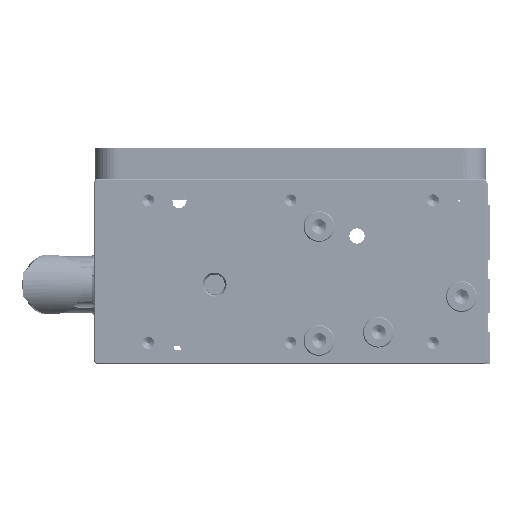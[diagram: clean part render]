
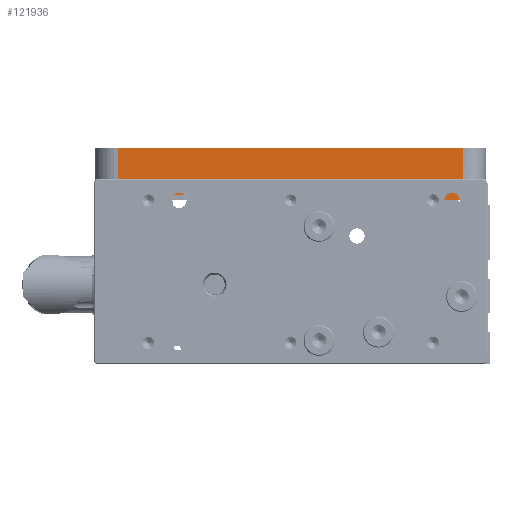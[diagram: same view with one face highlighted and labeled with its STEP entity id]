
A CAD part, left-side view. The second image highlights one B-rep face of the part: STEP entity #121936.
In plain terms, the highlighted planar face has unit normal (-1, 0, 0).
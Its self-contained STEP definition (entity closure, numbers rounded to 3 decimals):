
#1403 = EDGE_CURVE ( 'NONE', #128691, #141880, #91448, .T. ) ;
#2539 = EDGE_CURVE ( 'NONE', #39779, #78116, #25700, .T. ) ;
#4403 = EDGE_CURVE ( 'NONE', #108093, #126457, #195742, .T. ) ;
#7151 = CARTESIAN_POINT ( 'NONE',  ( -100., -60., 22. ) ) ;
#8216 = VECTOR ( 'NONE', #141521, 1000. ) ;
#8470 = DIRECTION ( 'NONE',  ( 0., -1., 0. ) ) ;
#8524 = LINE ( 'NONE', #166014, #10320 ) ;
#10320 = VECTOR ( 'NONE', #54610, 1000. ) ;
#10817 = ORIENTED_EDGE ( 'NONE', *, *, #134818, .F. ) ;
#11905 = CARTESIAN_POINT ( 'NONE',  ( -100., 85., 22. ) ) ;
#14870 = DIRECTION ( 'NONE',  ( 0., 0., 1. ) ) ;
#15624 = CARTESIAN_POINT ( 'NONE',  ( -100., 95., 22. ) ) ;
#15873 = EDGE_CURVE ( 'NONE', #92351, #71877, #191783, .T. ) ;
#17620 = ORIENTED_EDGE ( 'NONE', *, *, #125048, .T. ) ;
#19871 = EDGE_CURVE ( 'NONE', #71877, #198074, #160536, .T. ) ;
#19906 = EDGE_CURVE ( 'NONE', #130783, #92351, #8524, .T. ) ;
#21916 = DIRECTION ( 'NONE',  ( 1., 0., 0. ) ) ;
#23685 = EDGE_CURVE ( 'NONE', #141880, #79673, #119306, .T. ) ;
#24184 = ORIENTED_EDGE ( 'NONE', *, *, #19871, .T. ) ;
#24565 = VECTOR ( 'NONE', #173752, 1000. ) ;
#25078 = CARTESIAN_POINT ( 'NONE',  ( -100., -59., -4. ) ) ;
#25700 = LINE ( 'NONE', #103306, #30624 ) ;
#25795 = DIRECTION ( 'NONE',  ( 1., 0., 0. ) ) ;
#26243 = ORIENTED_EDGE ( 'NONE', *, *, #75924, .F. ) ;
#27800 = CARTESIAN_POINT ( 'NONE',  ( -100., 95., 22. ) ) ;
#28198 = ORIENTED_EDGE ( 'NONE', *, *, #1403, .F. ) ;
#28824 = DIRECTION ( 'NONE',  ( 0., 1., 0. ) ) ;
#30624 = VECTOR ( 'NONE', #59383, 1000. ) ;
#34733 = ORIENTED_EDGE ( 'NONE', *, *, #15873, .T. ) ;
#36163 = DIRECTION ( 'NONE',  ( 0., 1., 0. ) ) ;
#37547 = CARTESIAN_POINT ( 'NONE',  ( -100., -59., -4. ) ) ;
#37927 = CARTESIAN_POINT ( 'NONE',  ( -100., -19.5, 2.5 ) ) ;
#39779 = VERTEX_POINT ( 'NONE', #73803 ) ;
#41106 = PLANE ( 'NONE',  #113815 ) ;
#43500 = VECTOR ( 'NONE', #83145, 1000. ) ;
#49739 = CARTESIAN_POINT ( 'NONE',  ( -100., -59., -4. ) ) ;
#50148 = DIRECTION ( 'NONE',  ( 0., 1., 0. ) ) ;
#52324 = EDGE_CURVE ( 'NONE', #128691, #101384, #95187, .T. ) ;
#54610 = DIRECTION ( 'NONE',  ( 0., 0., -1. ) ) ;
#56208 = CARTESIAN_POINT ( 'NONE',  ( -100., -19.5, 2.5 ) ) ;
#57372 = EDGE_CURVE ( 'NONE', #126457, #184648, #79561, .T. ) ;
#59383 = DIRECTION ( 'NONE',  ( 0., -1., 0. ) ) ;
#63392 = CARTESIAN_POINT ( 'NONE',  ( -100., -33.75, 0. ) ) ;
#63437 = CARTESIAN_POINT ( 'NONE',  ( -100., -23.5, 2.5 ) ) ;
#64174 = ORIENTED_EDGE ( 'NONE', *, *, #23685, .F. ) ;
#64571 = CARTESIAN_POINT ( 'NONE',  ( -100., 95., 0. ) ) ;
#70191 = VECTOR ( 'NONE', #8470, 1000. ) ;
#71877 = VERTEX_POINT ( 'NONE', #191470 ) ;
#73803 = CARTESIAN_POINT ( 'NONE',  ( -100., -49.75, 0. ) ) ;
#75924 = EDGE_CURVE ( 'NONE', #130783, #184648, #110538, .T. ) ;
#77890 = DIRECTION ( 'NONE',  ( 0., -1., 0. ) ) ;
#78116 = VERTEX_POINT ( 'NONE', #145383 ) ;
#78126 = LINE ( 'NONE', #174276, #8216 ) ;
#79561 = LINE ( 'NONE', #142018, #24565 ) ;
#79673 = VERTEX_POINT ( 'NONE', #37927 ) ;
#83057 = VECTOR ( 'NONE', #178551, 1000. ) ;
#83145 = DIRECTION ( 'NONE',  ( 0., -1., 0. ) ) ;
#88045 = FACE_OUTER_BOUND ( 'NONE', #97248, .T. ) ;
#88216 = VECTOR ( 'NONE', #100097, 1000. ) ;
#91386 = CARTESIAN_POINT ( 'NONE',  ( -100., 85., 2. ) ) ;
#91448 = LINE ( 'NONE', #187712, #144608 ) ;
#92351 = VERTEX_POINT ( 'NONE', #91386 ) ;
#93210 = DIRECTION ( 'NONE',  ( 0., -1., 0. ) ) ;
#93764 = CARTESIAN_POINT ( 'NONE',  ( -100., -7., 0. ) ) ;
#95187 = LINE ( 'NONE', #64571, #133624 ) ;
#95689 = EDGE_CURVE ( 'NONE', #198074, #192676, #78126, .T. ) ;
#97248 = EDGE_LOOP ( 'NONE', ( #17620, #155514, #10817, #99017, #195065, #26243, #114507, #34733, #24184, #124935, #142502, #64174, #28198, #122422 ) ) ;
#98446 = CARTESIAN_POINT ( 'NONE',  ( -100., -7., 2. ) ) ;
#99017 = ORIENTED_EDGE ( 'NONE', *, *, #4403, .T. ) ;
#100097 = DIRECTION ( 'NONE',  ( 0., 0., -1. ) ) ;
#101384 = VERTEX_POINT ( 'NONE', #63392 ) ;
#101438 = EDGE_CURVE ( 'NONE', #79673, #192676, #195416, .T. ) ;
#103306 = CARTESIAN_POINT ( 'NONE',  ( -100., 95., 0. ) ) ;
#105019 = AXIS2_PLACEMENT_3D ( 'NONE', #143593, #21916, #36163 ) ;
#105809 = CIRCLE ( 'NONE', #109032, 8. ) ;
#108093 = VERTEX_POINT ( 'NONE', #37547 ) ;
#109032 = AXIS2_PLACEMENT_3D ( 'NONE', #143206, #127779, #50148 ) ;
#110538 = LINE ( 'NONE', #15624, #124450 ) ;
#113815 = AXIS2_PLACEMENT_3D ( 'NONE', #27800, #25795, #28824 ) ;
#114507 = ORIENTED_EDGE ( 'NONE', *, *, #19906, .T. ) ;
#116278 = DIRECTION ( 'NONE',  ( 0., 1., 0. ) ) ;
#119306 = LINE ( 'NONE', #163383, #168993 ) ;
#121936 = ADVANCED_FACE ( 'NONE', ( #88045 ), #41106, .F. ) ;
#122422 = ORIENTED_EDGE ( 'NONE', *, *, #52324, .T. ) ;
#124450 = VECTOR ( 'NONE', #77890, 1000. ) ;
#124935 = ORIENTED_EDGE ( 'NONE', *, *, #95689, .T. ) ;
#125048 = EDGE_CURVE ( 'NONE', #101384, #39779, #105809, .T. ) ;
#126457 = VERTEX_POINT ( 'NONE', #170955 ) ;
#127779 = DIRECTION ( 'NONE',  ( 1., 0., 0. ) ) ;
#128691 = VERTEX_POINT ( 'NONE', #148696 ) ;
#130783 = VERTEX_POINT ( 'NONE', #11905 ) ;
#133624 = VECTOR ( 'NONE', #93210, 1000. ) ;
#134818 = EDGE_CURVE ( 'NONE', #108093, #78116, #181572, .T. ) ;
#136356 = CARTESIAN_POINT ( 'NONE',  ( -100., -19.5, 0. ) ) ;
#141521 = DIRECTION ( 'NONE',  ( 0., -1., 0. ) ) ;
#141880 = VERTEX_POINT ( 'NONE', #63437 ) ;
#142018 = CARTESIAN_POINT ( 'NONE',  ( -100., -60., 22. ) ) ;
#142502 = ORIENTED_EDGE ( 'NONE', *, *, #101438, .F. ) ;
#143206 = CARTESIAN_POINT ( 'NONE',  ( -100., -41.75, 0. ) ) ;
#143593 = CARTESIAN_POINT ( 'NONE',  ( -100., -5., 0. ) ) ;
#144608 = VECTOR ( 'NONE', #14870, 1000. ) ;
#145383 = CARTESIAN_POINT ( 'NONE',  ( -100., -59., 0. ) ) ;
#148696 = CARTESIAN_POINT ( 'NONE',  ( -100., -23.5, 0. ) ) ;
#155514 = ORIENTED_EDGE ( 'NONE', *, *, #2539, .T. ) ;
#160536 = CIRCLE ( 'NONE', #105019, 2. ) ;
#163383 = CARTESIAN_POINT ( 'NONE',  ( -100., -19.5, 2.5 ) ) ;
#166014 = CARTESIAN_POINT ( 'NONE',  ( -100., 85., 22. ) ) ;
#168993 = VECTOR ( 'NONE', #116278, 1000. ) ;
#170955 = CARTESIAN_POINT ( 'NONE',  ( -100., -60., -4. ) ) ;
#173752 = DIRECTION ( 'NONE',  ( 0., 0., 1. ) ) ;
#174276 = CARTESIAN_POINT ( 'NONE',  ( -100., 95., 0. ) ) ;
#178551 = DIRECTION ( 'NONE',  ( 0., 0., 1. ) ) ;
#181572 = LINE ( 'NONE', #25078, #83057 ) ;
#184648 = VERTEX_POINT ( 'NONE', #7151 ) ;
#187712 = CARTESIAN_POINT ( 'NONE',  ( -100., -23.5, 2.5 ) ) ;
#191470 = CARTESIAN_POINT ( 'NONE',  ( -100., -5., 2. ) ) ;
#191783 = LINE ( 'NONE', #98446, #43500 ) ;
#192676 = VERTEX_POINT ( 'NONE', #136356 ) ;
#195065 = ORIENTED_EDGE ( 'NONE', *, *, #57372, .T. ) ;
#195416 = LINE ( 'NONE', #56208, #88216 ) ;
#195742 = LINE ( 'NONE', #49739, #70191 ) ;
#198074 = VERTEX_POINT ( 'NONE', #93764 ) ;
